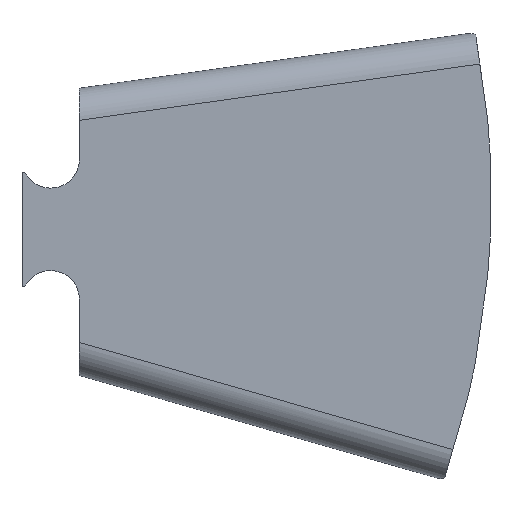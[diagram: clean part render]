
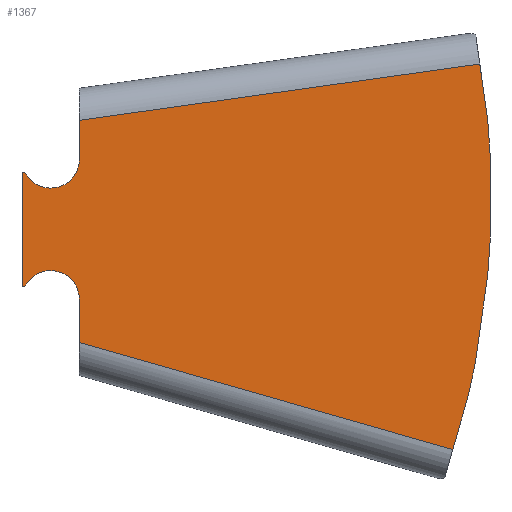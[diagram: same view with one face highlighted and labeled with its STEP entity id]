
A CAD part, left-side view. The second image highlights one B-rep face of the part: STEP entity #1367.
In plain terms, the highlighted planar face has unit normal (-1, 0, 0).
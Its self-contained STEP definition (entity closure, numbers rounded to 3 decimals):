
#63=FACE_OUTER_BOUND('',#142,.T.);
#142=EDGE_LOOP('',(#1002,#1003,#1004,#1005,#1006,#1007,#1008,#1009,#1010,
#1011,#1012,#1013,#1014,#1015,#1016,#1017,#1018,#1019,#1020,#1021));
#223=CIRCLE('',#1476,4.5);
#224=CIRCLE('',#1477,4.5);
#225=CIRCLE('',#1478,4.5);
#226=CIRCLE('',#1479,4.5);
#302=LINE('',#2124,#453);
#313=LINE('',#2150,#464);
#318=LINE('',#2157,#469);
#319=LINE('',#2162,#470);
#320=LINE('',#2166,#471);
#321=LINE('',#2168,#472);
#322=LINE('',#2170,#473);
#323=LINE('',#2172,#474);
#324=LINE('',#2174,#475);
#325=LINE('',#2176,#476);
#326=LINE('',#2178,#477);
#327=LINE('',#2180,#478);
#328=LINE('',#2182,#479);
#329=LINE('',#2184,#480);
#330=LINE('',#2186,#481);
#331=LINE('',#2190,#482);
#453=VECTOR('',#1680,25.4);
#464=VECTOR('',#1699,25.4);
#469=VECTOR('',#1706,25.4);
#470=VECTOR('',#1711,25.4);
#471=VECTOR('',#1714,25.4);
#472=VECTOR('',#1715,25.4);
#473=VECTOR('',#1716,25.4);
#474=VECTOR('',#1717,25.4);
#475=VECTOR('',#1718,25.4);
#476=VECTOR('',#1719,25.4);
#477=VECTOR('',#1720,25.4);
#478=VECTOR('',#1721,25.4);
#479=VECTOR('',#1722,25.4);
#480=VECTOR('',#1723,25.4);
#481=VECTOR('',#1724,25.4);
#482=VECTOR('',#1727,25.4);
#613=VERTEX_POINT('',#2120);
#615=VERTEX_POINT('',#2123);
#626=VERTEX_POINT('',#2149);
#627=VERTEX_POINT('',#2155);
#628=VERTEX_POINT('',#2159);
#629=VERTEX_POINT('',#2161);
#630=VERTEX_POINT('',#2163);
#631=VERTEX_POINT('',#2165);
#632=VERTEX_POINT('',#2167);
#633=VERTEX_POINT('',#2169);
#634=VERTEX_POINT('',#2171);
#635=VERTEX_POINT('',#2173);
#636=VERTEX_POINT('',#2175);
#637=VERTEX_POINT('',#2177);
#638=VERTEX_POINT('',#2179);
#639=VERTEX_POINT('',#2181);
#640=VERTEX_POINT('',#2183);
#641=VERTEX_POINT('',#2185);
#642=VERTEX_POINT('',#2187);
#643=VERTEX_POINT('',#2189);
#761=EDGE_CURVE('',#615,#613,#302,.T.);
#774=EDGE_CURVE('',#615,#626,#313,.T.);
#779=EDGE_CURVE('',#627,#626,#318,.T.);
#780=EDGE_CURVE('',#613,#628,#223,.T.);
#781=EDGE_CURVE('',#628,#629,#319,.T.);
#782=EDGE_CURVE('',#630,#629,#224,.T.);
#783=EDGE_CURVE('',#630,#631,#320,.F.);
#784=EDGE_CURVE('',#632,#631,#321,.T.);
#785=EDGE_CURVE('',#633,#632,#322,.T.);
#786=EDGE_CURVE('',#634,#633,#323,.T.);
#787=EDGE_CURVE('',#635,#634,#324,.T.);
#788=EDGE_CURVE('',#636,#635,#325,.T.);
#789=EDGE_CURVE('',#637,#636,#326,.T.);
#790=EDGE_CURVE('',#638,#637,#327,.T.);
#791=EDGE_CURVE('',#639,#638,#328,.T.);
#792=EDGE_CURVE('',#640,#639,#329,.T.);
#793=EDGE_CURVE('',#640,#641,#330,.T.);
#794=EDGE_CURVE('',#642,#641,#225,.T.);
#795=EDGE_CURVE('',#642,#643,#331,.T.);
#796=EDGE_CURVE('',#643,#627,#226,.T.);
#1002=ORIENTED_EDGE('',*,*,#761,.T.);
#1003=ORIENTED_EDGE('',*,*,#780,.T.);
#1004=ORIENTED_EDGE('',*,*,#781,.T.);
#1005=ORIENTED_EDGE('',*,*,#782,.F.);
#1006=ORIENTED_EDGE('',*,*,#783,.T.);
#1007=ORIENTED_EDGE('',*,*,#784,.F.);
#1008=ORIENTED_EDGE('',*,*,#785,.F.);
#1009=ORIENTED_EDGE('',*,*,#786,.F.);
#1010=ORIENTED_EDGE('',*,*,#787,.F.);
#1011=ORIENTED_EDGE('',*,*,#788,.F.);
#1012=ORIENTED_EDGE('',*,*,#789,.F.);
#1013=ORIENTED_EDGE('',*,*,#790,.F.);
#1014=ORIENTED_EDGE('',*,*,#791,.F.);
#1015=ORIENTED_EDGE('',*,*,#792,.F.);
#1016=ORIENTED_EDGE('',*,*,#793,.T.);
#1017=ORIENTED_EDGE('',*,*,#794,.F.);
#1018=ORIENTED_EDGE('',*,*,#795,.T.);
#1019=ORIENTED_EDGE('',*,*,#796,.T.);
#1020=ORIENTED_EDGE('',*,*,#779,.T.);
#1021=ORIENTED_EDGE('',*,*,#774,.F.);
#1307=PLANE('',#1475);
#1367=ADVANCED_FACE('',(#63),#1307,.T.);
#1475=AXIS2_PLACEMENT_3D('',#2158,#1707,#1708);
#1476=AXIS2_PLACEMENT_3D('',#2160,#1709,#1710);
#1477=AXIS2_PLACEMENT_3D('',#2164,#1712,#1713);
#1478=AXIS2_PLACEMENT_3D('',#2188,#1725,#1726);
#1479=AXIS2_PLACEMENT_3D('',#2191,#1728,#1729);
#1680=DIRECTION('',(0.,-1.,0.));
#1699=DIRECTION('',(0.,0.,1.));
#1706=DIRECTION('',(0.,1.,0.));
#1707=DIRECTION('center_axis',(-1.,0.,0.));
#1708=DIRECTION('ref_axis',(0.,-1.,0.));
#1709=DIRECTION('center_axis',(1.,0.,0.));
#1710=DIRECTION('ref_axis',(0.,0.707,0.707));
#1711=DIRECTION('',(0.,-1.,0.));
#1712=DIRECTION('center_axis',(-1.,0.,0.));
#1713=DIRECTION('ref_axis',(0.,-0.707,0.707));
#1714=DIRECTION('',(0.,0.,1.));
#1715=DIRECTION('',(0.,0.961,0.276));
#1716=DIRECTION('',(0.,0.276,-0.961));
#1717=DIRECTION('',(0.,0.208,-0.978));
#1718=DIRECTION('',(0.,0.139,-0.99));
#1719=DIRECTION('',(0.,0.07,-0.998));
#1720=DIRECTION('',(0.,0.,-1.));
#1721=DIRECTION('',(0.,-0.07,-0.998));
#1722=DIRECTION('',(0.,-0.139,-0.99));
#1723=DIRECTION('',(0.,-0.99,0.139));
#1724=DIRECTION('',(0.,0.,-1.));
#1725=DIRECTION('center_axis',(-1.,0.,0.));
#1726=DIRECTION('ref_axis',(0.,-0.707,-0.707));
#1727=DIRECTION('',(0.,1.,0.));
#1728=DIRECTION('center_axis',(1.,0.,0.));
#1729=DIRECTION('ref_axis',(0.,0.707,-0.707));
#2120=CARTESIAN_POINT('',(-22.053,-149.739,-151.032));
#2123=CARTESIAN_POINT('',(-22.053,-149.27,-151.032));
#2124=CARTESIAN_POINT('',(-22.053,-181.906,-151.032));
#2149=CARTESIAN_POINT('',(-22.053,-149.27,-133.032));
#2150=CARTESIAN_POINT('',(-22.053,-149.27,-133.282));
#2155=CARTESIAN_POINT('',(-22.053,-149.739,-133.032));
#2157=CARTESIAN_POINT('',(-22.053,-181.906,-133.032));
#2158=CARTESIAN_POINT('Origin',(-22.053,-213.541,-145.95));
#2159=CARTESIAN_POINT('',(-22.053,-153.77,-148.532));
#2160=CARTESIAN_POINT('Origin',(-22.053,-153.77,-153.032));
#2161=CARTESIAN_POINT('',(-22.053,-153.81,-148.532));
#2162=CARTESIAN_POINT('',(-22.053,-152.806,-148.532));
#2163=CARTESIAN_POINT('',(-22.053,-158.31,-153.032));
#2164=CARTESIAN_POINT('Origin',(-22.053,-153.81,-153.032));
#2165=CARTESIAN_POINT('',(-22.053,-158.31,-159.847));
#2166=CARTESIAN_POINT('',(-22.053,-158.31,-144.187));
#2167=CARTESIAN_POINT('',(-22.053,-217.142,-176.717));
#2168=CARTESIAN_POINT('',(-22.053,-207.798,-174.037));
#2169=CARTESIAN_POINT('',(-22.053,-219.623,-168.065));
#2170=CARTESIAN_POINT('',(-22.053,-219.623,-168.065));
#2171=CARTESIAN_POINT('',(-22.053,-220.693,-163.03));
#2172=CARTESIAN_POINT('',(-22.053,-220.693,-163.03));
#2173=CARTESIAN_POINT('',(-22.053,-222.641,-149.167));
#2174=CARTESIAN_POINT('',(-22.053,-222.641,-149.167));
#2175=CARTESIAN_POINT('',(-22.053,-223.,-144.032));
#2176=CARTESIAN_POINT('',(-22.053,-223.,-144.032));
#2177=CARTESIAN_POINT('',(-22.053,-223.,-130.032));
#2178=CARTESIAN_POINT('',(-22.053,-223.,-130.032));
#2179=CARTESIAN_POINT('',(-22.053,-222.641,-124.897));
#2180=CARTESIAN_POINT('',(-22.053,-222.641,-124.897));
#2181=CARTESIAN_POINT('',(-22.053,-221.389,-115.984));
#2182=CARTESIAN_POINT('',(-22.053,-220.693,-111.033));
#2183=CARTESIAN_POINT('',(-22.053,-158.306,-124.85));
#2184=CARTESIAN_POINT('',(-22.053,-211.763,-117.337));
#2185=CARTESIAN_POINT('',(-22.053,-158.306,-131.032));
#2186=CARTESIAN_POINT('',(-22.053,-158.306,-119.801));
#2187=CARTESIAN_POINT('',(-22.053,-153.806,-135.532));
#2188=CARTESIAN_POINT('Origin',(-22.053,-153.806,-131.032));
#2189=CARTESIAN_POINT('',(-22.053,-153.77,-135.532));
#2190=CARTESIAN_POINT('',(-22.053,-152.806,-135.532));
#2191=CARTESIAN_POINT('Origin',(-22.053,-153.77,-131.032));
